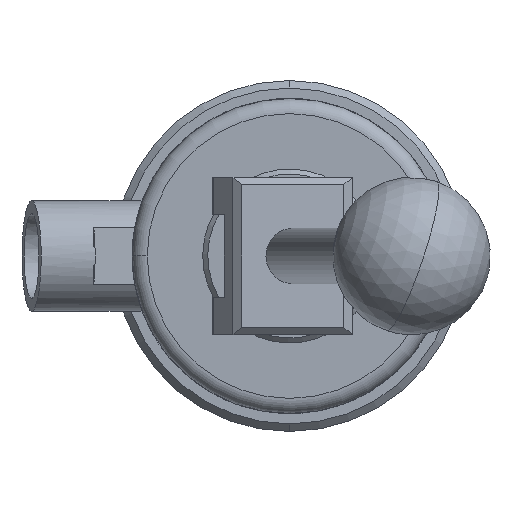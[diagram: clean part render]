
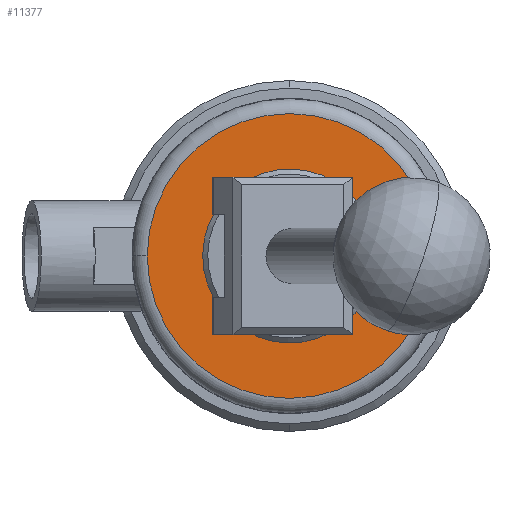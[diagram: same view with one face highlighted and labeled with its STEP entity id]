
A CAD part, front view. The second image highlights one B-rep face of the part: STEP entity #11377.
In plain terms, the highlighted planar face has unit normal (0, -1, 0).
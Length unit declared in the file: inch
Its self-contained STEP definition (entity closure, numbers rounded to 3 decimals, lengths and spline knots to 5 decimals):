
#715 = EDGE_CURVE ( 'NONE', #12749, #12033, #7355, .T. ) ;
#1191 = DIRECTION ( 'NONE',  ( 0., -1., 0. ) ) ;
#1982 = AXIS2_PLACEMENT_3D ( 'NONE', #15925, #6696, #4361 ) ;
#1991 = ORIENTED_EDGE ( 'NONE', *, *, #11118, .T. ) ;
#2462 = EDGE_CURVE ( 'NONE', #16336, #9673, #15472, .T. ) ;
#2514 = FACE_BOUND ( 'NONE', #4240, .T. ) ;
#2572 = CARTESIAN_POINT ( 'NONE',  ( -0.348, 0., 0. ) ) ;
#3616 = DIRECTION ( 'NONE',  ( 0., -1., 0. ) ) ;
#3998 = DIRECTION ( 'NONE',  ( 1., 0., 0. ) ) ;
#4240 = EDGE_LOOP ( 'NONE', ( #16424, #4610 ) ) ;
#4361 = DIRECTION ( 'NONE',  ( 1., 0., 0. ) ) ;
#4534 = AXIS2_PLACEMENT_3D ( 'NONE', #5690, #13296, #11755 ) ;
#4610 = ORIENTED_EDGE ( 'NONE', *, *, #2462, .F. ) ;
#4954 = AXIS2_PLACEMENT_3D ( 'NONE', #5335, #10538, #15793 ) ;
#5335 = CARTESIAN_POINT ( 'NONE',  ( 0., 0., 0. ) ) ;
#5690 = CARTESIAN_POINT ( 'NONE',  ( 0., 0., -0.348 ) ) ;
#5931 = EDGE_CURVE ( 'NONE', #9673, #16336, #12899, .T. ) ;
#6132 = AXIS2_PLACEMENT_3D ( 'NONE', #6505, #1191, #3998 ) ;
#6505 = CARTESIAN_POINT ( 'NONE',  ( 0., 0., 0. ) ) ;
#6696 = DIRECTION ( 'NONE',  ( 0., -1., 0. ) ) ;
#7355 = CIRCLE ( 'NONE', #1982, 1.13 ) ;
#7408 = DIRECTION ( 'NONE',  ( 1., 0., 0. ) ) ;
#7726 = FACE_OUTER_BOUND ( 'NONE', #7984, .T. ) ;
#7930 = ORIENTED_EDGE ( 'NONE', *, *, #715, .T. ) ;
#7984 = EDGE_LOOP ( 'NONE', ( #1991, #7930 ) ) ;
#8325 = AXIS2_PLACEMENT_3D ( 'NONE', #11435, #3616, #7408 ) ;
#8390 = CARTESIAN_POINT ( 'NONE',  ( 1.13, 0., 0. ) ) ;
#8671 = CARTESIAN_POINT ( 'NONE',  ( 0.348, 0., 0. ) ) ;
#9673 = VERTEX_POINT ( 'NONE', #8671 ) ;
#10538 = DIRECTION ( 'NONE',  ( 0., -1., 0. ) ) ;
#11118 = EDGE_CURVE ( 'NONE', #12033, #12749, #12055, .T. ) ;
#11377 = ADVANCED_FACE ( 'NONE', ( #7726, #2514 ), #12624, .T. ) ;
#11435 = CARTESIAN_POINT ( 'NONE',  ( 0., 0., 0. ) ) ;
#11755 = DIRECTION ( 'NONE',  ( 1., 0., 0. ) ) ;
#12033 = VERTEX_POINT ( 'NONE', #8390 ) ;
#12055 = CIRCLE ( 'NONE', #6132, 1.13 ) ;
#12624 = PLANE ( 'NONE',  #4534 ) ;
#12749 = VERTEX_POINT ( 'NONE', #15590 ) ;
#12899 = CIRCLE ( 'NONE', #8325, 0.348 ) ;
#13296 = DIRECTION ( 'NONE',  ( 0., -1., 0. ) ) ;
#15472 = CIRCLE ( 'NONE', #4954, 0.348 ) ;
#15590 = CARTESIAN_POINT ( 'NONE',  ( -1.13, 0., 0. ) ) ;
#15793 = DIRECTION ( 'NONE',  ( 1., 0., 0. ) ) ;
#15925 = CARTESIAN_POINT ( 'NONE',  ( 0., 0., 0. ) ) ;
#16336 = VERTEX_POINT ( 'NONE', #2572 ) ;
#16424 = ORIENTED_EDGE ( 'NONE', *, *, #5931, .F. ) ;
